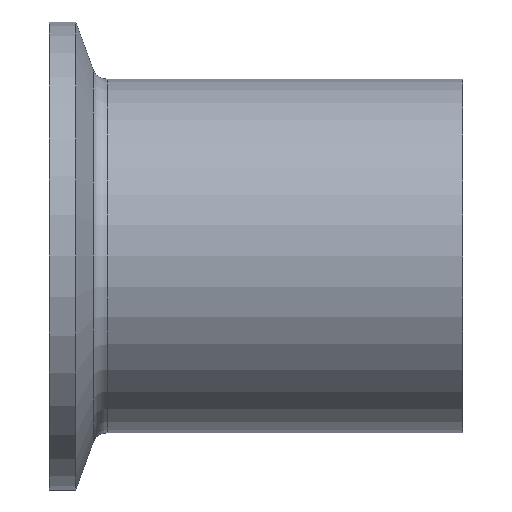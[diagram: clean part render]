
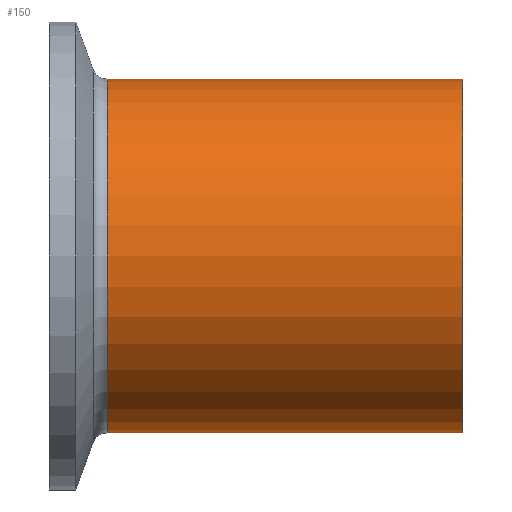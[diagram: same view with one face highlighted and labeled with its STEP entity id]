
A CAD part, left-side view. The second image highlights one B-rep face of the part: STEP entity #150.
In plain terms, the highlighted cylindrical face has radius 19.05 mm (diameter 38.1 mm), a partial arc.
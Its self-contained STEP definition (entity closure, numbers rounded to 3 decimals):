
#5 = VERTEX_POINT ( 'NONE', #587 ) ;
#10 = EDGE_CURVE ( 'NONE', #445, #36, #691, .T. ) ;
#24 = CARTESIAN_POINT ( 'NONE',  ( 0., -31.8, 0. ) ) ;
#36 = VERTEX_POINT ( 'NONE', #428 ) ;
#39 = AXIS2_PLACEMENT_3D ( 'NONE', #24, #347, #449 ) ;
#45 = VERTEX_POINT ( 'NONE', #383 ) ;
#59 = EDGE_LOOP ( 'NONE', ( #541, #391, #259, #536 ) ) ;
#125 = DIRECTION ( 'NONE',  ( 0., 1., 0. ) ) ;
#150 = ADVANCED_FACE ( 'NONE', ( #622 ), #248, .T. ) ;
#160 = DIRECTION ( 'NONE',  ( 0., 1., 0. ) ) ;
#179 = DIRECTION ( 'NONE',  ( 0., 1., 0. ) ) ;
#186 = DIRECTION ( 'NONE',  ( 0., 1., 0. ) ) ;
#219 = CARTESIAN_POINT ( 'NONE',  ( 0., 6.491, 0. ) ) ;
#248 = CYLINDRICAL_SURFACE ( 'NONE', #316, 19.05 ) ;
#256 = LINE ( 'NONE', #545, #566 ) ;
#259 = ORIENTED_EDGE ( 'NONE', *, *, #606, .T. ) ;
#264 = EDGE_CURVE ( 'NONE', #45, #445, #425, .T. ) ;
#316 = AXIS2_PLACEMENT_3D ( 'NONE', #341, #125, #343 ) ;
#341 = CARTESIAN_POINT ( 'NONE',  ( 0., 12.7, 0. ) ) ;
#343 = DIRECTION ( 'NONE',  ( 0., 0., 1. ) ) ;
#344 = VECTOR ( 'NONE', #186, 1000. ) ;
#347 = DIRECTION ( 'NONE',  ( 0., 1., 0. ) ) ;
#383 = CARTESIAN_POINT ( 'NONE',  ( 0., -31.8, -19.05 ) ) ;
#391 = ORIENTED_EDGE ( 'NONE', *, *, #595, .T. ) ;
#411 = CARTESIAN_POINT ( 'NONE',  ( 0., 12.7, -19.05 ) ) ;
#425 = LINE ( 'NONE', #411, #344 ) ;
#428 = CARTESIAN_POINT ( 'NONE',  ( 0., 6.491, 19.05 ) ) ;
#429 = CARTESIAN_POINT ( 'NONE',  ( 0., 6.491, -19.05 ) ) ;
#445 = VERTEX_POINT ( 'NONE', #429 ) ;
#449 = DIRECTION ( 'NONE',  ( 0., 0., 1. ) ) ;
#536 = ORIENTED_EDGE ( 'NONE', *, *, #10, .F. ) ;
#541 = ORIENTED_EDGE ( 'NONE', *, *, #264, .F. ) ;
#545 = CARTESIAN_POINT ( 'NONE',  ( 0., 12.7, 19.05 ) ) ;
#558 = AXIS2_PLACEMENT_3D ( 'NONE', #219, #160, #647 ) ;
#566 = VECTOR ( 'NONE', #179, 1000. ) ;
#587 = CARTESIAN_POINT ( 'NONE',  ( 0., -31.8, 19.05 ) ) ;
#595 = EDGE_CURVE ( 'NONE', #45, #5, #660, .T. ) ;
#606 = EDGE_CURVE ( 'NONE', #5, #36, #256, .T. ) ;
#622 = FACE_OUTER_BOUND ( 'NONE', #59, .T. ) ;
#647 = DIRECTION ( 'NONE',  ( 0., 0., 1. ) ) ;
#660 = CIRCLE ( 'NONE', #39, 19.05 ) ;
#691 = CIRCLE ( 'NONE', #558, 19.05 ) ;
